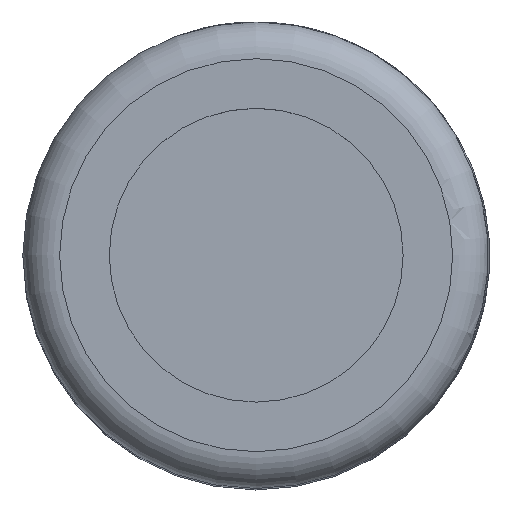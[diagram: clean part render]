
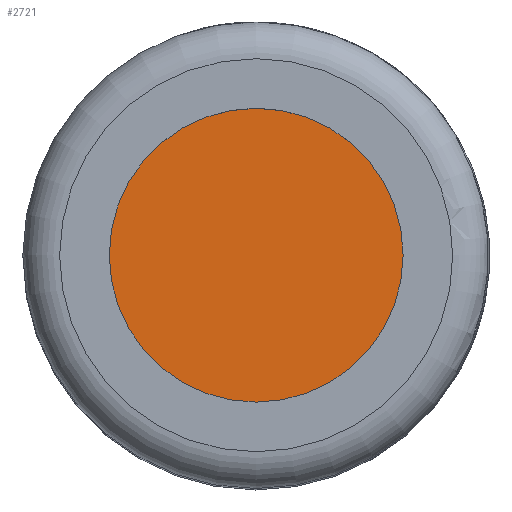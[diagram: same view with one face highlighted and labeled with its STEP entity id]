
A CAD part, top view. The second image highlights one B-rep face of the part: STEP entity #2721.
In plain terms, the highlighted planar face has unit normal (0, 0, 1).
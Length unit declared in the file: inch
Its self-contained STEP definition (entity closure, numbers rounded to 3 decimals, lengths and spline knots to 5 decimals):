
#188=PLANE('',#2880);
#339=FACE_OUTER_BOUND('',#509,.T.);
#509=EDGE_LOOP('',(#2543));
#745=CIRCLE('',#2878,0.08);
#1351=VERTEX_POINT('',#6316);
#1751=EDGE_CURVE('',#1351,#1351,#745,.T.);
#2543=ORIENTED_EDGE('',*,*,#1751,.F.);
#2721=ADVANCED_FACE('',(#339),#188,.T.);
#2878=AXIS2_PLACEMENT_3D('',#6317,#3356,#3357);
#2880=AXIS2_PLACEMENT_3D('',#6320,#3360,#3361);
#3356=DIRECTION('center_axis',(0.,0.,-1.));
#3357=DIRECTION('ref_axis',(-1.,0.,0.));
#3360=DIRECTION('center_axis',(0.,0.,1.));
#3361=DIRECTION('ref_axis',(1.,0.,0.));
#6316=CARTESIAN_POINT('',(0.08,0.,0.485));
#6317=CARTESIAN_POINT('Origin',(0.,0.,0.485));
#6320=CARTESIAN_POINT('Origin',(0.,0.,0.485));
